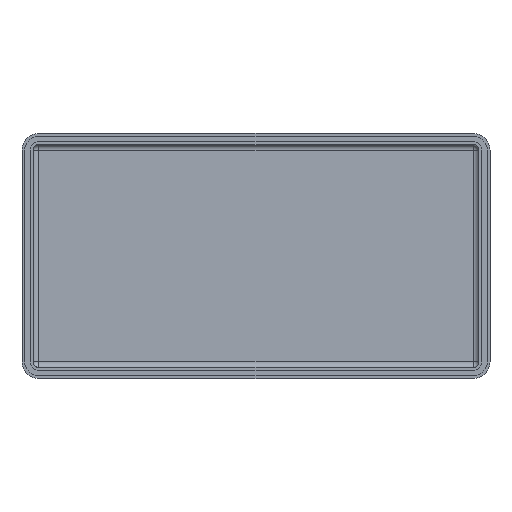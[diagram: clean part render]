
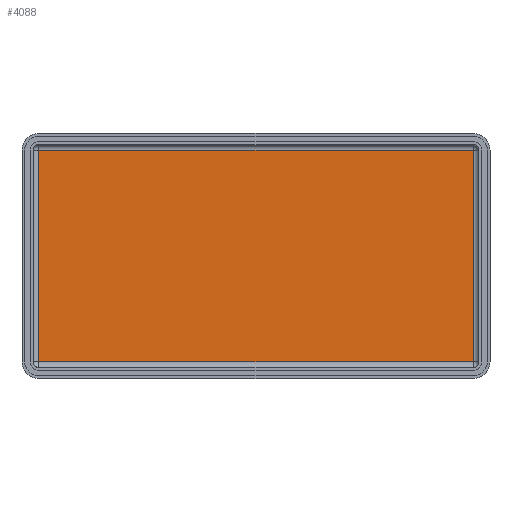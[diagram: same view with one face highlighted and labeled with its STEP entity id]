
A CAD part, top view. The second image highlights one B-rep face of the part: STEP entity #4088.
In plain terms, the highlighted planar face has unit normal (0, 0, 1).
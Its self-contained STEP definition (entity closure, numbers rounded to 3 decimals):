
#3749=CARTESIAN_POINT('',(-321.912,152.841,-91.0));
#3750=VERTEX_POINT('',#3749);
#3768=CARTESIAN_POINT('',(-321.912,-227.159,-91.0));
#3769=VERTEX_POINT('',#3768);
#3777=CARTESIAN_POINT('',(-321.912,-227.159,-91.0));
#3778=DIRECTION('',(0.0,1.0,0.0));
#3779=VECTOR('',#3778,380.0);
#3780=LINE('',#3777,#3779);
#3781=EDGE_CURVE('',#3769,#3750,#3780,.T.);
#3808=CARTESIAN_POINT('',(458.088,-227.159,-91.0));
#3809=VERTEX_POINT('',#3808);
#3817=CARTESIAN_POINT('',(458.088,-227.159,-91.0));
#3818=DIRECTION('',(-1.0,0.0,0.0));
#3819=VECTOR('',#3818,780.);
#3820=LINE('',#3817,#3819);
#3821=EDGE_CURVE('',#3809,#3769,#3820,.T.);
#3865=CARTESIAN_POINT('',(458.088,152.841,-91.0));
#3866=VERTEX_POINT('',#3865);
#3874=CARTESIAN_POINT('',(458.088,152.841,-91.0));
#3875=DIRECTION('',(0.0,-1.0,0.0));
#3876=VECTOR('',#3875,380.0);
#3877=LINE('',#3874,#3876);
#3878=EDGE_CURVE('',#3866,#3809,#3877,.T.);
#3929=CARTESIAN_POINT('',(-321.912,152.841,-91.0));
#3930=DIRECTION('',(1.0,0.0,0.0));
#3931=VECTOR('',#3930,780.);
#3932=LINE('',#3929,#3931);
#3933=EDGE_CURVE('',#3750,#3866,#3932,.T.);
#4077=CARTESIAN_POINT('',(68.088,-37.159,-91.0));
#4078=DIRECTION('',(0.0,0.0,1.0));
#4079=DIRECTION('',(1.0,0.0,0.0));
#4080=AXIS2_PLACEMENT_3D('',#4077,#4078,#4079);
#4081=PLANE('',#4080);
#4082=ORIENTED_EDGE('',*,*,#3781,.F.);
#4083=ORIENTED_EDGE('',*,*,#3821,.F.);
#4084=ORIENTED_EDGE('',*,*,#3878,.F.);
#4085=ORIENTED_EDGE('',*,*,#3933,.F.);
#4086=EDGE_LOOP('',(#4082,#4083,#4084,#4085));
#4087=FACE_OUTER_BOUND('',#4086,.T.);
#4088=ADVANCED_FACE('',(#4087),#4081,.T.);
